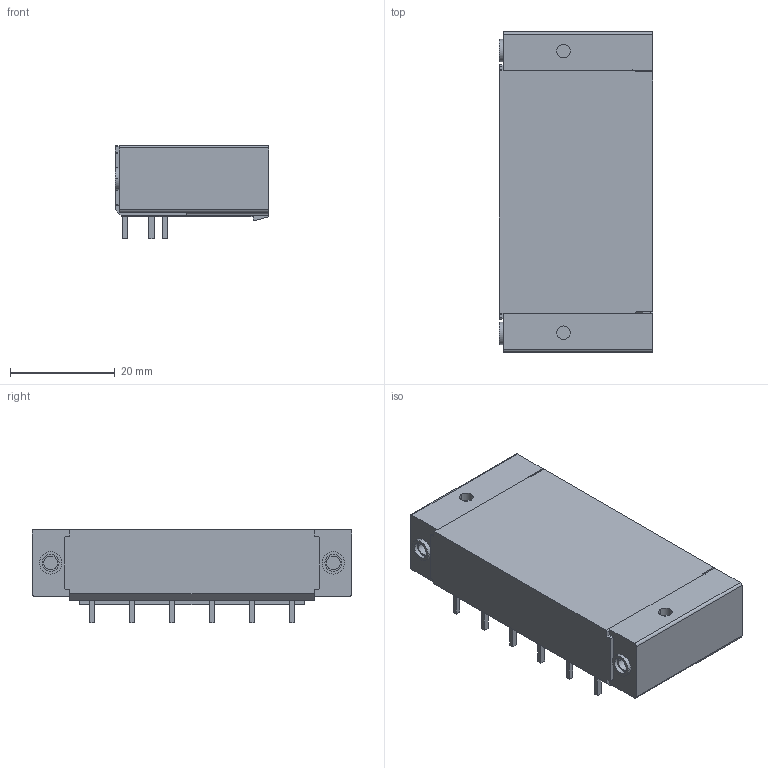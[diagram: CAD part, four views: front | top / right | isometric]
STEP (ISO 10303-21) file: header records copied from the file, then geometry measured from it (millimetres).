
FILE_DESCRIPTION((''),'2;1');
FILE_NAME('TLPHW-501RL','2024-09-12T14:02:48',('sheji'),(''),'CREO PARAMETRIC BY PTC INC, 2018100','CREO PARAMETRIC BY PTC INC, 2018100','');
FILE_SCHEMA(('CONFIG_CONTROL_DESIGN'));
Length unit declared in the file: millimetre
Products named in the file (1): TLPHW-501RL
Bounding box: 29.25 x 60.96 x 17.77 mm (x, y, z)
Volume: 16545.6 mm3; surface area: 11626.9 mm2
Topology: 1 solids, 1 shells, 591 faces, 1627 edges, 1076 vertices
Faces by surface type: plane 442, cylinder 147, cone 2
Entity records: 18708 total; most frequent: CARTESIAN_POINT 3343, ORIENTED_EDGE 3254, DIRECTION 3087, EDGE_CURVE 1627, VECTOR 1329, LINE 1329, VERTEX_POINT 1076, AXIS2_PLACEMENT_3D 879
